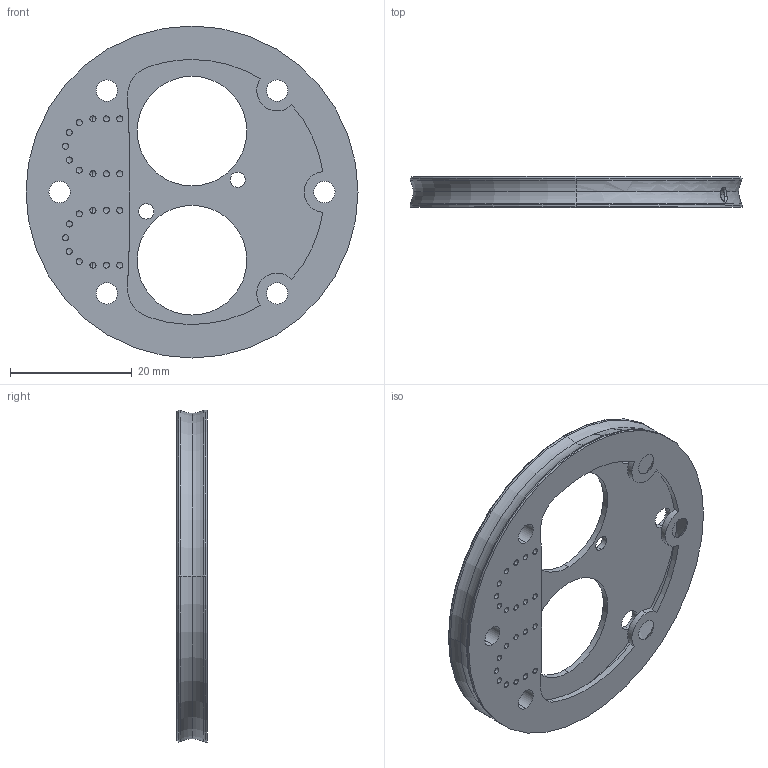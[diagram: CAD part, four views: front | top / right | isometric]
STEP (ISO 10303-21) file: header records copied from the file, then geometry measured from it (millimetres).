
FILE_DESCRIPTION (( 'STEP AP214' ), '1' );
FILE_NAME ('Pulley-Sheave SLA.STEP', '2023-04-30T09:41:05', ( '' ), ( '' ), 'SwSTEP 2.0', 'SolidWorks 2019', '' );
FILE_SCHEMA (( 'AUTOMOTIVE_DESIGN' ));
Length unit declared in the file: millimetre
Products named in the file (1): Pulley-Sheave SLA
Bounding box: 54.5 x 5 x 54.5 mm (x, y, z)
Volume: 4782.9 mm3; surface area: 6365.2 mm2
Topology: 1 solids, 1 shells, 171 faces, 480 edges, 300 vertices
Faces by surface type: cylinder 98, bspline 28, torus 24, cone 14, plane 7
Entity records: 7880 total; most frequent: CARTESIAN_POINT 3464, ORIENTED_EDGE 960, DIRECTION 868, EDGE_CURVE 480, AXIS2_PLACEMENT_3D 368, VERTEX_POINT 300, EDGE_LOOP 238, CIRCLE 224
